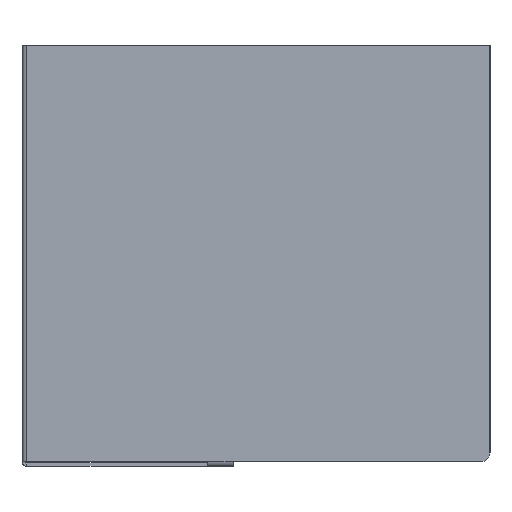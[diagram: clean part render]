
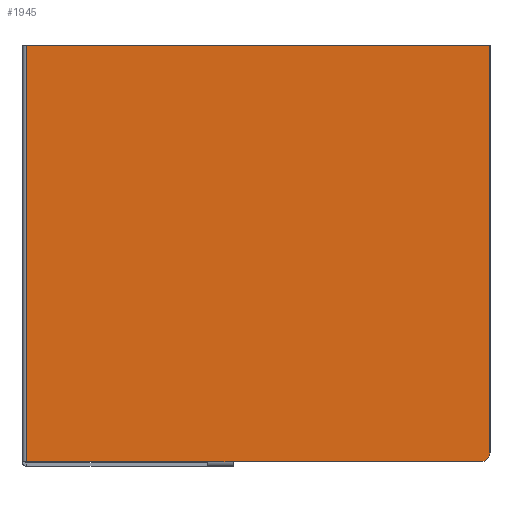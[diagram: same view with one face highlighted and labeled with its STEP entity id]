
A CAD part, left-side view. The second image highlights one B-rep face of the part: STEP entity #1945.
In plain terms, the highlighted planar face has unit normal (-1, 0, 0).
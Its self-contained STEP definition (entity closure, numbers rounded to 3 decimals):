
#74 = VERTEX_POINT ( 'NONE', #5184 ) ;
#403 = DIRECTION ( 'NONE',  ( 0., 1., 0. ) ) ;
#536 = ORIENTED_EDGE ( 'NONE', *, *, #1901, .F. ) ;
#565 = ORIENTED_EDGE ( 'NONE', *, *, #4657, .F. ) ;
#700 = CARTESIAN_POINT ( 'NONE',  ( 52., -136.8, -236.058 ) ) ;
#920 = DIRECTION ( 'NONE',  ( 0., 1., 0. ) ) ;
#1062 = FACE_OUTER_BOUND ( 'NONE', #6442, .T. ) ;
#1219 = AXIS2_PLACEMENT_3D ( 'NONE', #2083, #3495, #5562 ) ;
#1267 = CARTESIAN_POINT ( 'NONE',  ( 52., 130.463, -241.058 ) ) ;
#1386 = LINE ( 'NONE', #6266, #6603 ) ;
#1670 = EDGE_CURVE ( 'NONE', #2743, #6269, #1386, .T. ) ;
#1895 = EDGE_CURVE ( 'NONE', #6269, #3667, #2493, .T. ) ;
#1901 = EDGE_CURVE ( 'NONE', #6443, #74, #3343, .T. ) ;
#1905 = ORIENTED_EDGE ( 'NONE', *, *, #3544, .T. ) ;
#1917 = PLANE ( 'NONE',  #1219 ) ;
#1945 = ADVANCED_FACE ( 'NONE', ( #1062 ), #1917, .F. ) ;
#1964 = CARTESIAN_POINT ( 'NONE',  ( 52., 131.2, -241.058 ) ) ;
#2083 = CARTESIAN_POINT ( 'NONE',  ( 52., 131.2, -241.058 ) ) ;
#2236 = CARTESIAN_POINT ( 'NONE',  ( 52., -131.8, -241.058 ) ) ;
#2467 = ORIENTED_EDGE ( 'NONE', *, *, #1670, .T. ) ;
#2493 = LINE ( 'NONE', #3407, #3418 ) ;
#2743 = VERTEX_POINT ( 'NONE', #700 ) ;
#3125 = LINE ( 'NONE', #1267, #3662 ) ;
#3323 = CIRCLE ( 'NONE', #5522, 5. ) ;
#3330 = ORIENTED_EDGE ( 'NONE', *, *, #1895, .T. ) ;
#3343 = LINE ( 'NONE', #1964, #4999 ) ;
#3407 = CARTESIAN_POINT ( 'NONE',  ( 52., 131.2, -1.058 ) ) ;
#3418 = VECTOR ( 'NONE', #403, 1000. ) ;
#3495 = DIRECTION ( 'NONE',  ( 1., 0., 0. ) ) ;
#3544 = EDGE_CURVE ( 'NONE', #6443, #2743, #3323, .T. ) ;
#3662 = VECTOR ( 'NONE', #3677, 1000. ) ;
#3667 = VERTEX_POINT ( 'NONE', #5428 ) ;
#3677 = DIRECTION ( 'NONE',  ( 0., 0., 1. ) ) ;
#3706 = DIRECTION ( 'NONE',  ( 0., 0., 1. ) ) ;
#3824 = CARTESIAN_POINT ( 'NONE',  ( 52., -131.8, -236.058 ) ) ;
#4657 = EDGE_CURVE ( 'NONE', #74, #3667, #3125, .T. ) ;
#4786 = DIRECTION ( 'NONE',  ( -1., 0., 0. ) ) ;
#4999 = VECTOR ( 'NONE', #920, 1000. ) ;
#5027 = CARTESIAN_POINT ( 'NONE',  ( 52., -136.8, -1.058 ) ) ;
#5184 = CARTESIAN_POINT ( 'NONE',  ( 52., 130.463, -241.058 ) ) ;
#5428 = CARTESIAN_POINT ( 'NONE',  ( 52., 130.463, -1.058 ) ) ;
#5522 = AXIS2_PLACEMENT_3D ( 'NONE', #3824, #4786, #5850 ) ;
#5562 = DIRECTION ( 'NONE',  ( 0., -1., 0. ) ) ;
#5850 = DIRECTION ( 'NONE',  ( 0., -1., 0. ) ) ;
#6266 = CARTESIAN_POINT ( 'NONE',  ( 52., -136.8, -241.058 ) ) ;
#6269 = VERTEX_POINT ( 'NONE', #5027 ) ;
#6442 = EDGE_LOOP ( 'NONE', ( #536, #1905, #2467, #3330, #565 ) ) ;
#6443 = VERTEX_POINT ( 'NONE', #2236 ) ;
#6603 = VECTOR ( 'NONE', #3706, 1000. ) ;
